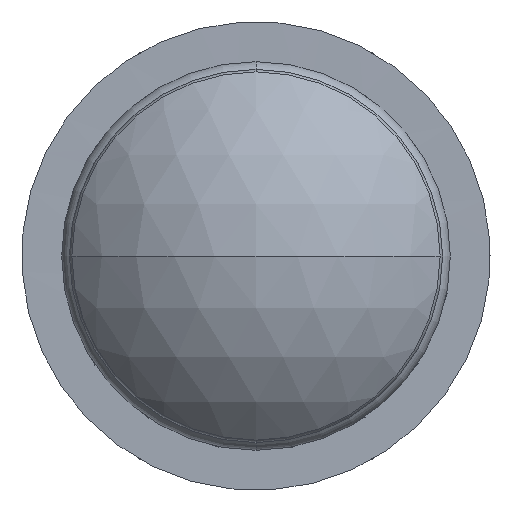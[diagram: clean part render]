
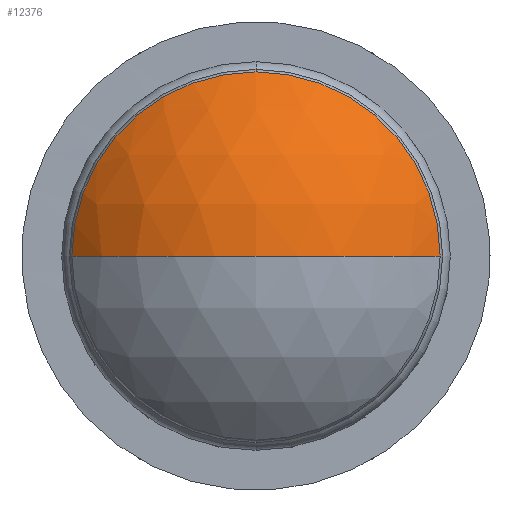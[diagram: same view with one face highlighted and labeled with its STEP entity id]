
A CAD part, left-side view. The second image highlights one B-rep face of the part: STEP entity #12376.
In plain terms, the highlighted spherical face has radius 5.715 mm.
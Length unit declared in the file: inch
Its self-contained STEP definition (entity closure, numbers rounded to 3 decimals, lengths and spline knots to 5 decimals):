
#80 = CARTESIAN_POINT ( 'NONE',  ( -0.14765, 0., 0. ) ) ;
#307 = DIRECTION ( 'NONE',  ( -1., 0., 0. ) ) ;
#677 = CIRCLE ( 'NONE', #10901, 0.225 ) ;
#956 = DIRECTION ( 'NONE',  ( 0., 0., -1. ) ) ;
#1247 = DIRECTION ( 'NONE',  ( 0., 0., -1. ) ) ;
#1930 = VERTEX_POINT ( 'NONE', #12222 ) ;
#2184 = ORIENTED_EDGE ( 'NONE', *, *, #10696, .F. ) ;
#2873 = CARTESIAN_POINT ( 'NONE',  ( -0.14765, 0., 0.16978 ) ) ;
#3470 = CIRCLE ( 'NONE', #13624, 0.16978 ) ;
#3563 = DIRECTION ( 'NONE',  ( 0., 1., 0. ) ) ;
#3615 = AXIS2_PLACEMENT_3D ( 'NONE', #14288, #7302, #307 ) ;
#3835 = CARTESIAN_POINT ( 'NONE',  ( -0.225, 0., 0. ) ) ;
#4605 = EDGE_LOOP ( 'NONE', ( #11854, #10469, #2184, #10983 ) ) ;
#4995 = CARTESIAN_POINT ( 'NONE',  ( -0.14765, 0.16978, 0. ) ) ;
#5316 = SPHERICAL_SURFACE ( 'NONE', #8708, 0.225 ) ;
#5666 = FACE_OUTER_BOUND ( 'NONE', #4605, .T. ) ;
#6659 = CARTESIAN_POINT ( 'NONE',  ( 0., 0., 0. ) ) ;
#7302 = DIRECTION ( 'NONE',  ( 0., 0., -1. ) ) ;
#7677 = VERTEX_POINT ( 'NONE', #4995 ) ;
#7808 = DIRECTION ( 'NONE',  ( 0., -1., 0. ) ) ;
#7947 = DIRECTION ( 'NONE',  ( 1., 0., 0. ) ) ;
#8173 = DIRECTION ( 'NONE',  ( 0., 0., 1. ) ) ;
#8237 = DIRECTION ( 'NONE',  ( 1., 0., 0. ) ) ;
#8708 = AXIS2_PLACEMENT_3D ( 'NONE', #10546, #8173, #3563 ) ;
#8975 = CIRCLE ( 'NONE', #11246, 0.16978 ) ;
#10065 = CIRCLE ( 'NONE', #3615, 0.225 ) ;
#10123 = VERTEX_POINT ( 'NONE', #3835 ) ;
#10243 = VERTEX_POINT ( 'NONE', #2873 ) ;
#10469 = ORIENTED_EDGE ( 'NONE', *, *, #14879, .T. ) ;
#10546 = CARTESIAN_POINT ( 'NONE',  ( 0., 0., 0. ) ) ;
#10696 = EDGE_CURVE ( 'NONE', #10243, #1930, #8975, .T. ) ;
#10901 = AXIS2_PLACEMENT_3D ( 'NONE', #6659, #14796, #7808 ) ;
#10983 = ORIENTED_EDGE ( 'NONE', *, *, #13241, .F. ) ;
#11246 = AXIS2_PLACEMENT_3D ( 'NONE', #14923, #7947, #956 ) ;
#11579 = EDGE_CURVE ( 'NONE', #10123, #7677, #10065, .T. ) ;
#11854 = ORIENTED_EDGE ( 'NONE', *, *, #11579, .F. ) ;
#12222 = CARTESIAN_POINT ( 'NONE',  ( -0.14765, -0.16978, 0. ) ) ;
#12376 = ADVANCED_FACE ( 'NONE', ( #5666 ), #5316, .T. ) ;
#13241 = EDGE_CURVE ( 'NONE', #7677, #10243, #3470, .T. ) ;
#13624 = AXIS2_PLACEMENT_3D ( 'NONE', #80, #8237, #1247 ) ;
#14288 = CARTESIAN_POINT ( 'NONE',  ( 0., 0., 0. ) ) ;
#14796 = DIRECTION ( 'NONE',  ( 0., 0., 1. ) ) ;
#14879 = EDGE_CURVE ( 'NONE', #10123, #1930, #677, .T. ) ;
#14923 = CARTESIAN_POINT ( 'NONE',  ( -0.14765, 0., 0. ) ) ;
